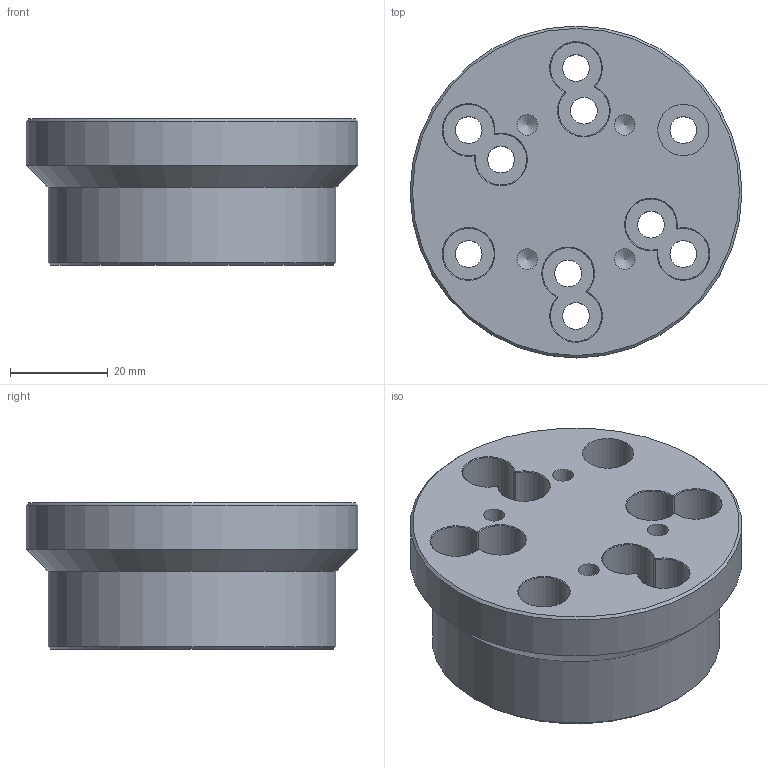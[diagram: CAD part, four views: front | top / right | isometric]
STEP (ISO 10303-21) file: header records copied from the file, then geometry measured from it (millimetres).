
FILE_DESCRIPTION(/* description */ (''),/* implementation_level */ '2;1');
FILE_NAME(/* name */ 'Simucube2_Quick-Release_Spacer.step',/* time_stamp */ '2022-12-21T14:47:01+01:00',/* author */ (''),/* organization */ (''),/* preprocessor_version */ 'ST-DEVELOPER v19.2',/* originating_system */ 'Autodesk Translation Framework v11.17.0.187',/* authorisation */ '');
FILE_SCHEMA (('AUTOMOTIVE_DESIGN { 1 0 10303 214 3 1 1 }'));
Length unit declared in the file: millimetre
Products named in the file (1): Simucube2_Quick-Release_Spacer
Bounding box: 68 x 68 x 30 mm (x, y, z)
Volume: 78402.1 mm3; surface area: 18878.6 mm2
Topology: 1 solids, 1 shells, 66 faces, 149 edges, 91 vertices
Faces by surface type: cylinder 34, cone 24, plane 8
Full cylindrical faces by diameter (mm): 4.234 x4, 5.5 x10, 10.5 x2, 59 x1, 68 x1
Entity records: 1920 total; most frequent: DIRECTION 366, CARTESIAN_POINT 303, ORIENTED_EDGE 290, AXIS2_PLACEMENT_3D 154, EDGE_CURVE 145, EDGE_LOOP 96, VERTEX_POINT 91, CIRCLE 87
